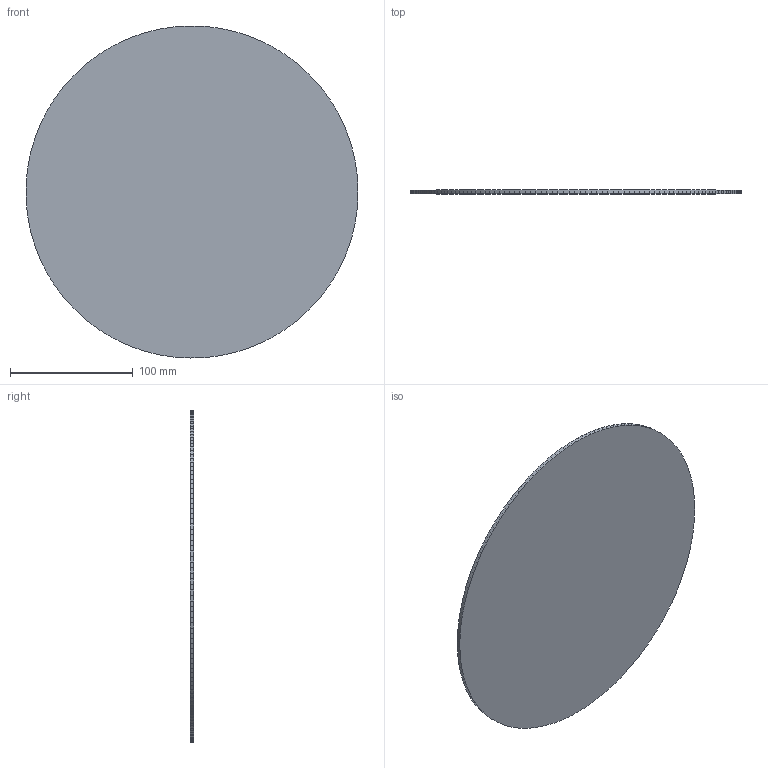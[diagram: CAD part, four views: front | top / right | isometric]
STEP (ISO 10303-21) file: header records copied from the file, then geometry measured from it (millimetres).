
FILE_DESCRIPTION(/* description */ (''),/* implementation_level */ '2;1');
FILE_NAME(/* name */ 'plateau_ipt_1307b6be.STEP',/* time_stamp */ '2023-05-16T05:45:06+02:00',/* author */ ('jgarn'),/* organization */ (''),/* preprocessor_version */ 'ST-DEVELOPER v18.1',/* originating_system */ 'Autodesk Inventor 2021',/* authorisation */ '');
FILE_SCHEMA (('AUTOMOTIVE_DESIGN { 1 0 10303 214 3 1 1 }'));
Length unit declared in the file: millimetre
Products named in the file (1): plateau
Bounding box: 269.98 x 3 x 269.99 mm (x, y, z)
Volume: 171734.3 mm3; surface area: 117034.1 mm2
Topology: 1 solids, 1 shells, 189 faces, 567 edges, 385 vertices
Faces by surface type: plane 189
Entity records: 6277 total; most frequent: CARTESIAN_POINT 1136, ORIENTED_EDGE 1122, DIRECTION 943, LINE 561, VECTOR 561, EDGE_CURVE 561, VERTEX_POINT 374, AXIS2_PLACEMENT_3D 191
